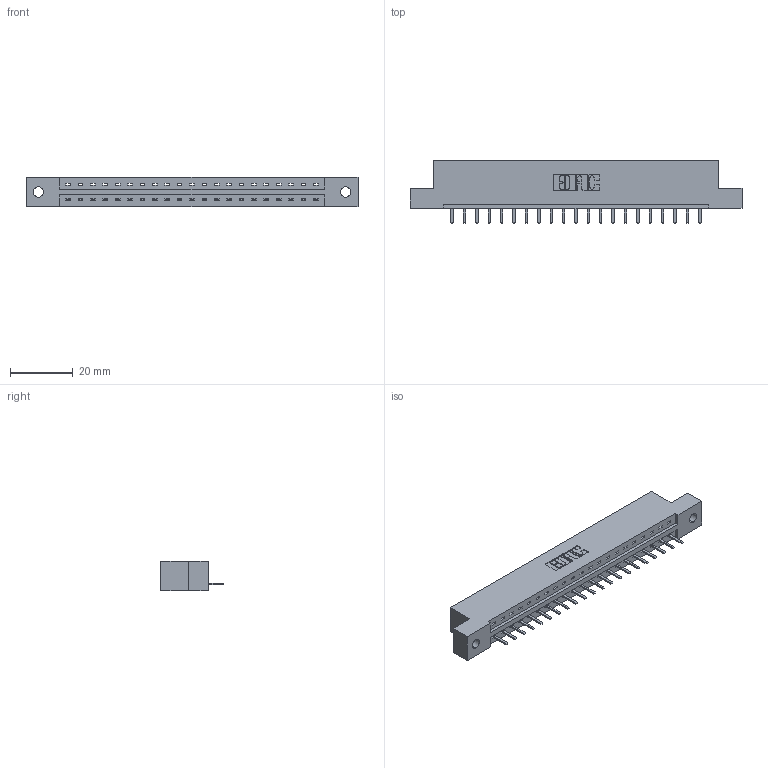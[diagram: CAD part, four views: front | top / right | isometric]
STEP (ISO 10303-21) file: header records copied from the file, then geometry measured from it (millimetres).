
FILE_DESCRIPTION (( 'STEP AP203' ), '1' );
FILE_NAME ('387-021-520-102.STEP', '2018-09-14T01:06:52', ( '' ), ( '' ), 'SwSTEP 2.0', 'SolidWorks 2016', '' );
FILE_SCHEMA (( 'CONFIG_CONTROL_DESIGN' ));
Length unit declared in the file: inch
Products named in the file (3): 387-021-520-102; 337 Part_Flush Mounting Lugs - 0.128 Dia; 345-292-001_345-293-120
Assembly tree (22 placements, depth 2):
  387-021-520-102
    337 Part_Flush Mounting Lugs - 0.128 Dia
    345-292-001_345-293-120  x21
Bounding box: 106.22 x 20.02 x 9.4 mm (x, y, z)
Volume: 10680.2 mm3; surface area: 10432.6 mm2
Topology: 22 solids, 22 shells, 1500 faces, 4427 edges, 2894 vertices
Faces by surface type: plane 1078, cylinder 422
Entity records: 18443 total; most frequent: CARTESIAN_POINT 3229, ORIENTED_EDGE 3174, DIRECTION 2749, EDGE_CURVE 1587, LINE 1455, VECTOR 1455, VERTEX_POINT 1054, AXIS2_PLACEMENT_3D 647
